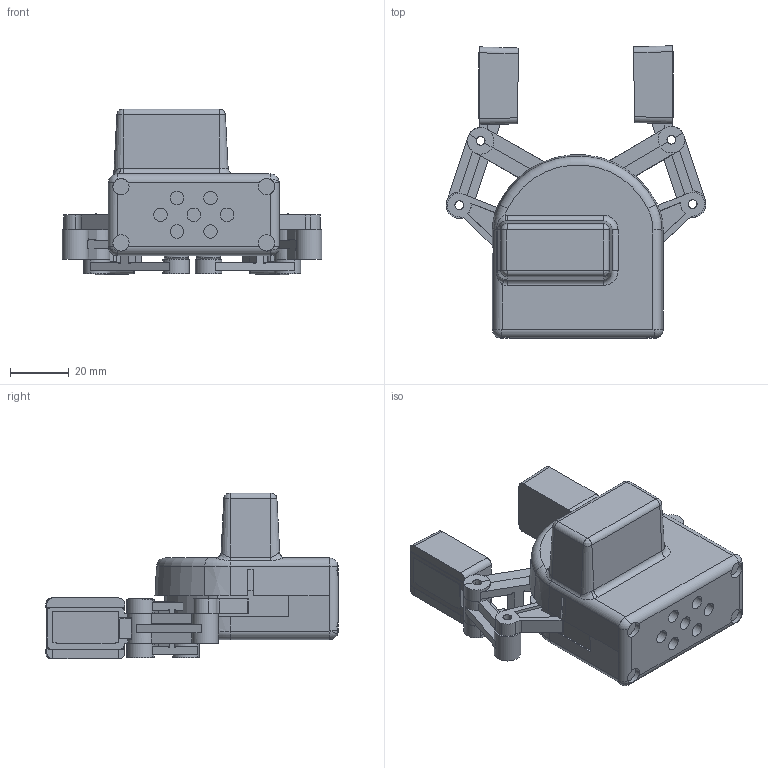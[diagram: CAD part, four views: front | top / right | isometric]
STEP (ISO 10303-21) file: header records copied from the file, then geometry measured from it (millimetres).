
FILE_DESCRIPTION (( 'STEP AP214' ), '1' );
FILE_NAME ('Adaptive_Gripper_230708.STEP', '2025-12-11T21:55:09', ( '' ), ( '' ), 'SwSTEP 2.0', 'SolidWorks 2025', '' );
FILE_SCHEMA (( 'AUTOMOTIVE_DESIGN' ));
Length unit declared in the file: millimetre
Products named in the file (1): Adaptive_Gripper_230708
Bounding box: 88.17 x 99.21 x 56.23 mm (x, y, z)
Volume: 122674.4 mm3; surface area: 37243.6 mm2
Topology: 5 solids, 8 shells, 613 faces, 1589 edges, 999 vertices
Faces by surface type: plane 307, cylinder 158, cone 98, sphere 23, torus 20, bspline 7
Entity records: 25885 total; most frequent: CARTESIAN_POINT 11064, ORIENTED_EDGE 3176, DIRECTION 2956, EDGE_CURVE 1588, AXIS2_PLACEMENT_3D 1037, VERTEX_POINT 999, LINE 882, VECTOR 882
